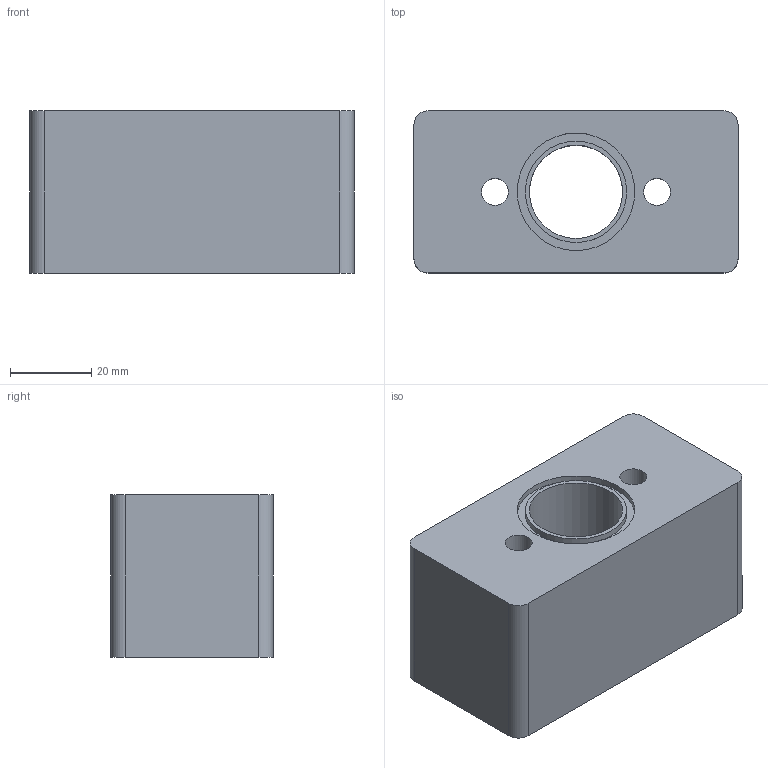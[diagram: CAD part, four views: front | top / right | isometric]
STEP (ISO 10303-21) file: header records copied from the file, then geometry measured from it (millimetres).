
FILE_DESCRIPTION((''),'2;1');
FILE_NAME('SD0152N.stp','2009-08-10T15:16:41',('teddy iii'),(''),'Autodesk Inventor 11','Autodesk Inventor 11','');
FILE_SCHEMA(('AUTOMOTIVE_DESIGN { 1 0 10303 214 1 1 1 1 }'));
Length unit declared in the file: millimetre
Products named in the file (1): SD0152N
Bounding box: 80 x 40 x 40 mm (x, y, z)
Volume: 107677.3 mm3; surface area: 19837.5 mm2
Topology: 1 solids, 1 shells, 21 faces, 48 edges, 33 vertices
Faces by surface type: plane 9, bspline 6, cylinder 6
Full cylindrical faces by diameter (mm): 25 x1, 29 x1
Entity records: 646 total; most frequent: CARTESIAN_POINT 178, DIRECTION 92, ORIENTED_EDGE 76, AXIS2_PLACEMENT_3D 38, EDGE_CURVE 38, EDGE_LOOP 38, VERTEX_POINT 30, CIRCLE 22
